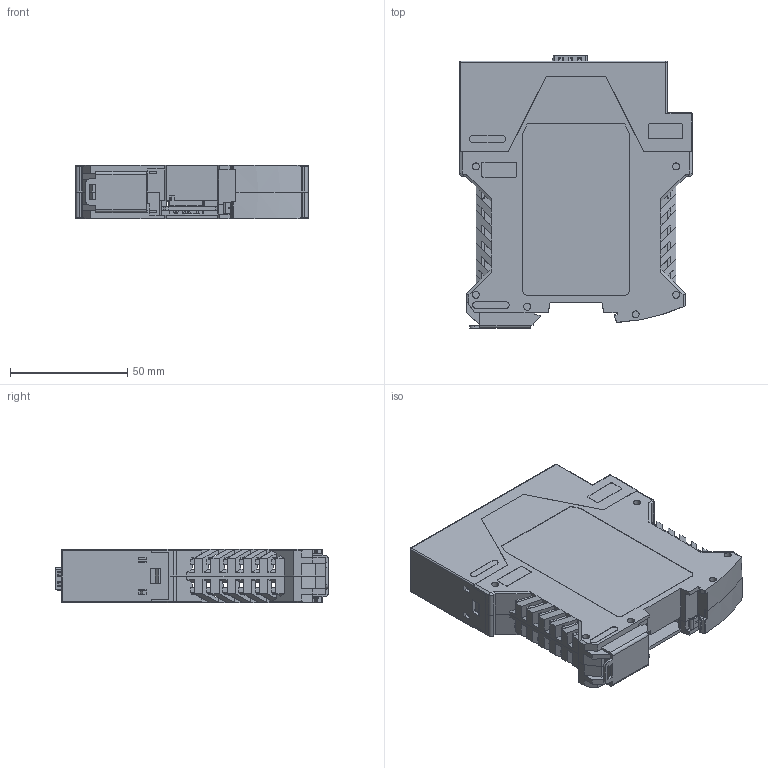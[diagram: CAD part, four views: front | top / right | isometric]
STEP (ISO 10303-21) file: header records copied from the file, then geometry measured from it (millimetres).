
FILE_DESCRIPTION(/* description */ ('SolidDesigner STEP Export'),/* implementation_level */ '2;1');
FILE_NAME(/* name */ 'SR SFP assenbly.stp',/* time_stamp */ '2018-11-29T16:40:25-05:00',/* author */ ('gmchugh'),/* organization */ (''),/* preprocessor_version */ 'ST-DEVELOPER v16.5',/* originating_system */ 'Autodesk Inventor 2017',/* authorisation */ '');
FILE_SCHEMA (('AUTOMOTIVE_DESIGN { 1 0 10303 214 3 1 1 }'));
Products named in the file (18): SR SINGLE SC assenbly; ME_22.5_OT-1MSTBO_H.Select__00297625; base assembly1; base assembly1.iam_LocalDocs_xDu4vd1h5Ot2kuccd1c1h5zljGg_2200292; base assembly1.iam_LocalDocs_xKrfesttqZ2x0uuorCd2kmlolCh_ME_BUS_FE-CO
NTACT__H.Select__00437355; base assembly1.iam_LocalDocs_xLlpn1m205qnhucs553zmyoe0Ya_ME_Verriegel
ungshaken_H.Select__00446697; base assembly1.iam_LocalDocs_xRbk5vil3TgbaeusbRokib4afFe_ME_22.5_UTR_
TBUS_H.Select__00447055; base assembly1.iam_LocalDocs_x3eu1fsc2V3veuzoiDusvu3eq3c_ME_22.5_UTL_
TBUS_H.Select__00446991; base assembly1.iam_LocalDocs_xAxptfh1tQbehu30qVgpyal4d2b_Fussriegel_1
7.5_L30_H.Select__00315466; 2200482; 2200482_1; 4406130-10 pcb SFP; BOARD; rj45; 2200486mod; MSTBO_2.5_4-G1PR_H.Select_00613162; SFP CAGE; OVERLAY SRS SFP
Assembly tree (18 placements, depth 4):
  SR SINGLE SC assenbly
    ME_22.5_OT-1MSTBO_H.Select__00297625
    base assembly1
      base assembly1.iam_LocalDocs_xDu4vd1h5Ot2kuccd1c1h5zljGg_2200292
        base assembly1.iam_LocalDocs_xKrfesttqZ2x0uuorCd2kmlolCh_ME_BUS_FE-CO
NTACT__H.Select__00437355
        base assembly1.iam_LocalDocs_xLlpn1m205qnhucs553zmyoe0Ya_ME_Verriegel
ungshaken_H.Select__00446697  x2
        base assembly1.iam_LocalDocs_xRbk5vil3TgbaeusbRokib4afFe_ME_22.5_UTR_
TBUS_H.Select__00447055
        base assembly1.iam_LocalDocs_x3eu1fsc2V3veuzoiDusvu3eq3c_ME_22.5_UTL_
TBUS_H.Select__00446991
        base assembly1.iam_LocalDocs_xAxptfh1tQbehu30qVgpyal4d2b_Fussriegel_1
7.5_L30_H.Select__00315466
    2200482
      2200482_1
    4406130-10 pcb SFP
      BOARD
      rj45
      2200486mod
        MSTBO_2.5_4-G1PR_H.Select_00613162
      SFP CAGE
    OVERLAY SRS SFP
Bounding box: 99 x 115.91 x 22.6 mm (x, y, z)
Volume: 67231.7 mm3; surface area: 95346.9 mm2
Topology: 14 solids, 14 shells, 2752 faces, 8177 edges, 5386 vertices
Faces by surface type: plane 2082, cylinder 650, cone 12, sphere 6, bspline 2
Full cylindrical faces by diameter (mm): 0.813 x18, 0.89 x4, 0.9 x16, 1 x6, 1.1 x3, 1.2 x4, 1.4 x8, 1.5 x9, 1.6 x2, 1.905 x4, 2 x6, 2.8 x8, 3 x20, 3.25 x2, 3.796 x4, 4 x4
Entity records: 92149 total; most frequent: CARTESIAN_POINT 16813, ORIENTED_EDGE 15982, DIRECTION 14919, EDGE_CURVE 7991, LINE 6567, VECTOR 6567, VERTEX_POINT 5335, AXIS2_PLACEMENT_3D 4176
